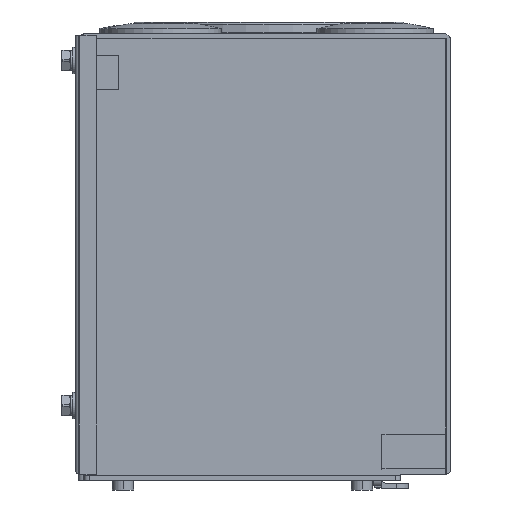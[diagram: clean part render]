
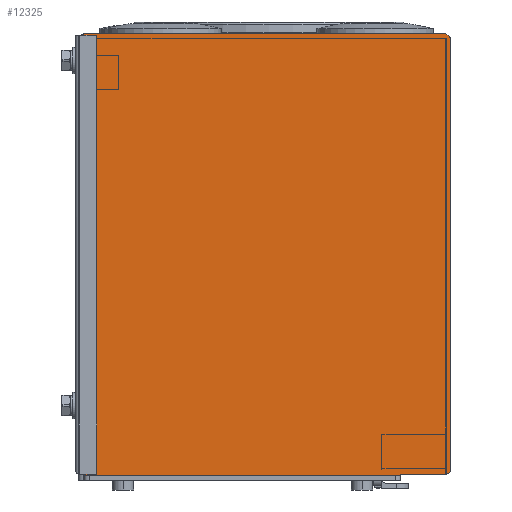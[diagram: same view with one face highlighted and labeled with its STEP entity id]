
A CAD part, left-side view. The second image highlights one B-rep face of the part: STEP entity #12325.
In plain terms, the highlighted planar face has unit normal (-1, 0, 0).
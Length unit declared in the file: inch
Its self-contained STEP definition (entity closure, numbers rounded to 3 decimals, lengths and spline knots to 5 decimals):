
#164 = EDGE_LOOP ( 'NONE', ( #5439, #8774, #14634, #11656, #8223, #4127, #4453, #9882, #8176, #14622, #13359, #12359, #8799, #840, #3001, #10477 ) ) ;
#177 = VERTEX_POINT ( 'NONE', #8332 ) ;
#182 = VECTOR ( 'NONE', #1933, 39.37008 ) ;
#295 = EDGE_CURVE ( 'NONE', #1096, #6409, #8579, .T. ) ;
#309 = DIRECTION ( 'NONE',  ( 0., 0., 1. ) ) ;
#340 = DIRECTION ( 'NONE',  ( 0., 0., -1. ) ) ;
#409 = CARTESIAN_POINT ( 'NONE',  ( -7.61811, 9.15101, 26.53472 ) ) ;
#723 = CARTESIAN_POINT ( 'NONE',  ( -7.61811, 14.6063, 0. ) ) ;
#770 = VERTEX_POINT ( 'NONE', #13023 ) ;
#812 = CARTESIAN_POINT ( 'NONE',  ( -7.61811, 14.56693, 25.77362 ) ) ;
#840 = ORIENTED_EDGE ( 'NONE', *, *, #3943, .F. ) ;
#953 = DIRECTION ( 'NONE',  ( -1., 0., 0. ) ) ;
#1096 = VERTEX_POINT ( 'NONE', #1884 ) ;
#1211 = EDGE_CURVE ( 'NONE', #5687, #13457, #11616, .T. ) ;
#1320 = EDGE_CURVE ( 'NONE', #1916, #11015, #4349, .T. ) ;
#1339 = VECTOR ( 'NONE', #8505, 39.37008 ) ;
#1729 = CARTESIAN_POINT ( 'NONE',  ( -7.61811, 14.52756, 55.48682 ) ) ;
#1859 = VERTEX_POINT ( 'NONE', #2709 ) ;
#1884 = CARTESIAN_POINT ( 'NONE',  ( -7.61811, 14.52756, 25.69488 ) ) ;
#1916 = VERTEX_POINT ( 'NONE', #9905 ) ;
#1933 = DIRECTION ( 'NONE',  ( 0., 1., 0. ) ) ;
#2043 = DIRECTION ( 'NONE',  ( 1., 0., 0. ) ) ;
#2154 = DIRECTION ( 'NONE',  ( 0., 0., 1. ) ) ;
#2367 = VERTEX_POINT ( 'NONE', #12048 ) ;
#2505 = LINE ( 'NONE', #3415, #11792 ) ;
#2709 = CARTESIAN_POINT ( 'NONE',  ( -7.61811, 9.16142, 20.01378 ) ) ;
#2713 = CARTESIAN_POINT ( 'NONE',  ( -7.61811, 9.08268, 26.46922 ) ) ;
#2839 = CARTESIAN_POINT ( 'NONE',  ( -7.61811, 9.83071, 20.01378 ) ) ;
#2885 = DIRECTION ( 'NONE',  ( 0., 0., 1. ) ) ;
#2899 = CARTESIAN_POINT ( 'NONE',  ( -7.61811, 14.52756, 25.77362 ) ) ;
#3001 = ORIENTED_EDGE ( 'NONE', *, *, #6199, .T. ) ;
#3097 = VERTEX_POINT ( 'NONE', #5042 ) ;
#3399 = DIRECTION ( 'NONE',  ( 1., 0., 0. ) ) ;
#3415 = CARTESIAN_POINT ( 'NONE',  ( -7.61811, 14.52756, 55.48682 ) ) ;
#3658 = CARTESIAN_POINT ( 'NONE',  ( -7.61811, 14.56693, 25.81299 ) ) ;
#3943 = EDGE_CURVE ( 'NONE', #770, #6409, #9884, .T. ) ;
#4039 = CARTESIAN_POINT ( 'NONE',  ( -7.61811, 0., 25.77362 ) ) ;
#4090 = VECTOR ( 'NONE', #309, 39.37008 ) ;
#4126 = AXIS2_PLACEMENT_3D ( 'NONE', #10385, #3399, #11525 ) ;
#4127 = ORIENTED_EDGE ( 'NONE', *, *, #10822, .T. ) ;
#4187 = EDGE_CURVE ( 'NONE', #8041, #5687, #6237, .T. ) ;
#4238 = CARTESIAN_POINT ( 'NONE',  ( -7.61811, 0., 19.99417 ) ) ;
#4349 = LINE ( 'NONE', #5238, #13248 ) ;
#4383 = EDGE_CURVE ( 'NONE', #177, #1916, #12930, .T. ) ;
#4453 = ORIENTED_EDGE ( 'NONE', *, *, #11690, .F. ) ;
#4710 = LINE ( 'NONE', #12193, #12518 ) ;
#4836 = DIRECTION ( 'NONE',  ( 0., 0., 1. ) ) ;
#4877 = AXIS2_PLACEMENT_3D ( 'NONE', #9059, #2043, #10218 ) ;
#4930 = DIRECTION ( 'NONE',  ( 0., 0., 1. ) ) ;
#4999 = CARTESIAN_POINT ( 'NONE',  ( -7.61811, 0., 26.54134 ) ) ;
#5042 = CARTESIAN_POINT ( 'NONE',  ( -7.61811, 9.16142, 26.47835 ) ) ;
#5087 = CARTESIAN_POINT ( 'NONE',  ( -7.61811, 9.09264, 26.48889 ) ) ;
#5238 = CARTESIAN_POINT ( 'NONE',  ( -7.61811, 9.14567, 0. ) ) ;
#5349 = VERTEX_POINT ( 'NONE', #2839 ) ;
#5439 = ORIENTED_EDGE ( 'NONE', *, *, #12720, .T. ) ;
#5455 = VECTOR ( 'NONE', #2154, 39.37008 ) ;
#5485 = VECTOR ( 'NONE', #340, 39.37008 ) ;
#5687 = VERTEX_POINT ( 'NONE', #8731 ) ;
#5963 = AXIS2_PLACEMENT_3D ( 'NONE', #3658, #11776, #4836 ) ;
#6199 = EDGE_CURVE ( 'NONE', #770, #5349, #13350, .T. ) ;
#6237 = CIRCLE ( 'NONE', #5963, 0.03937 ) ;
#6251 = CARTESIAN_POINT ( 'NONE',  ( -7.61811, 9.11305, 26.50856 ) ) ;
#6328 = CARTESIAN_POINT ( 'NONE',  ( -7.61811, 9.16142, 26.54134 ) ) ;
#6409 = VERTEX_POINT ( 'NONE', #7734 ) ;
#6719 = CARTESIAN_POINT ( 'NONE',  ( -7.61811, 9.14567, 26.47835 ) ) ;
#6722 = VECTOR ( 'NONE', #6922, 39.37008 ) ;
#6911 = CIRCLE ( 'NONE', #4126, 0.07874 ) ;
#6922 = DIRECTION ( 'NONE',  ( 0., 1., 0. ) ) ;
#6993 = CARTESIAN_POINT ( 'NONE',  ( -7.61811, 14.52756, 26.54134 ) ) ;
#7080 = LINE ( 'NONE', #9253, #6722 ) ;
#7155 = VECTOR ( 'NONE', #12929, 39.37008 ) ;
#7423 = CARTESIAN_POINT ( 'NONE',  ( -7.61811, 9.14082, 26.52823 ) ) ;
#7734 = CARTESIAN_POINT ( 'NONE',  ( -7.61811, 14.52756, 19.99417 ) ) ;
#7934 = B_SPLINE_CURVE_WITH_KNOTS ( 'NONE', 3,
 ( #10874, #2713, #12010, #5087, #13193, #6251, #14351, #7423, #409, #8593 ),
 .UNSPECIFIED., .F., .F.,
 ( 4, 2, 2, 2, 4 ),
 ( 0., 0.25, 0.5, 0.75, 1. ),
 .UNSPECIFIED. ) ;
#8041 = VERTEX_POINT ( 'NONE', #812 ) ;
#8176 = ORIENTED_EDGE ( 'NONE', *, *, #1211, .F. ) ;
#8183 = CARTESIAN_POINT ( 'NONE',  ( -7.61811, 14.6063, 26.4626 ) ) ;
#8223 = ORIENTED_EDGE ( 'NONE', *, *, #9353, .T. ) ;
#8332 = CARTESIAN_POINT ( 'NONE',  ( -7.61811, 9.08268, 20.09252 ) ) ;
#8390 = CARTESIAN_POINT ( 'NONE',  ( -7.61811, 0., 20.01378 ) ) ;
#8505 = DIRECTION ( 'NONE',  ( 0., 0., 1. ) ) ;
#8508 = CARTESIAN_POINT ( 'NONE',  ( -7.61811, 9.83071, 55.48682 ) ) ;
#8579 = LINE ( 'NONE', #1729, #5485 ) ;
#8593 = CARTESIAN_POINT ( 'NONE',  ( -7.61811, 9.16142, 26.54134 ) ) ;
#8731 = CARTESIAN_POINT ( 'NONE',  ( -7.61811, 14.6063, 25.81299 ) ) ;
#8774 = ORIENTED_EDGE ( 'NONE', *, *, #14958, .F. ) ;
#8799 = ORIENTED_EDGE ( 'NONE', *, *, #295, .T. ) ;
#9059 = CARTESIAN_POINT ( 'NONE',  ( -7.61811, 9.16142, 20.09252 ) ) ;
#9136 = DIRECTION ( 'NONE',  ( 0., 0., 1. ) ) ;
#9253 = CARTESIAN_POINT ( 'NONE',  ( -7.61811, 0., 26.47835 ) ) ;
#9353 = EDGE_CURVE ( 'NONE', #177, #2367, #10304, .T. ) ;
#9794 = VERTEX_POINT ( 'NONE', #2899 ) ;
#9871 = LINE ( 'NONE', #4039, #12571 ) ;
#9882 = ORIENTED_EDGE ( 'NONE', *, *, #12959, .F. ) ;
#9884 = LINE ( 'NONE', #4238, #182 ) ;
#9905 = CARTESIAN_POINT ( 'NONE',  ( -7.61811, 9.14567, 20.01537 ) ) ;
#10042 = VERTEX_POINT ( 'NONE', #6993 ) ;
#10218 = DIRECTION ( 'NONE',  ( 0., 0., 1. ) ) ;
#10276 = VERTEX_POINT ( 'NONE', #6328 ) ;
#10304 = LINE ( 'NONE', #11928, #1339 ) ;
#10385 = CARTESIAN_POINT ( 'NONE',  ( -7.61811, 14.52756, 26.4626 ) ) ;
#10477 = ORIENTED_EDGE ( 'NONE', *, *, #10732, .T. ) ;
#10732 = EDGE_CURVE ( 'NONE', #5349, #1859, #12946, .T. ) ;
#10822 = EDGE_CURVE ( 'NONE', #2367, #10276, #7934, .T. ) ;
#10874 = CARTESIAN_POINT ( 'NONE',  ( -7.61811, 9.08268, 26.4626 ) ) ;
#10928 = VECTOR ( 'NONE', #13099, 39.37008 ) ;
#11015 = VERTEX_POINT ( 'NONE', #6719 ) ;
#11285 = EDGE_CURVE ( 'NONE', #8041, #9794, #9871, .T. ) ;
#11408 = CARTESIAN_POINT ( 'NONE',  ( -7.61811, 0., 55.48682 ) ) ;
#11525 = DIRECTION ( 'NONE',  ( 0., 0., 1. ) ) ;
#11616 = LINE ( 'NONE', #723, #5455 ) ;
#11656 = ORIENTED_EDGE ( 'NONE', *, *, #4383, .F. ) ;
#11690 = EDGE_CURVE ( 'NONE', #10042, #10276, #13990, .T. ) ;
#11776 = DIRECTION ( 'NONE',  ( 1., 0., 0. ) ) ;
#11792 = VECTOR ( 'NONE', #12710, 39.37008 ) ;
#11928 = CARTESIAN_POINT ( 'NONE',  ( -7.61811, 9.08268, 0. ) ) ;
#11979 = AXIS2_PLACEMENT_3D ( 'NONE', #11408, #953, #9136 ) ;
#12010 = CARTESIAN_POINT ( 'NONE',  ( -7.61811, 9.08469, 26.47566 ) ) ;
#12048 = CARTESIAN_POINT ( 'NONE',  ( -7.61811, 9.08268, 26.4626 ) ) ;
#12168 = FACE_OUTER_BOUND ( 'NONE', #164, .T. ) ;
#12193 = CARTESIAN_POINT ( 'NONE',  ( -7.61811, 9.16142, 19.91542 ) ) ;
#12325 = ADVANCED_FACE ( 'NONE', ( #12168 ), #12557, .T. ) ;
#12359 = ORIENTED_EDGE ( 'NONE', *, *, #12393, .T. ) ;
#12393 = EDGE_CURVE ( 'NONE', #9794, #1096, #2505, .T. ) ;
#12518 = VECTOR ( 'NONE', #2885, 39.37008 ) ;
#12557 = PLANE ( 'NONE',  #11979 ) ;
#12571 = VECTOR ( 'NONE', #13321, 39.37008 ) ;
#12710 = DIRECTION ( 'NONE',  ( 0., 0., -1. ) ) ;
#12720 = EDGE_CURVE ( 'NONE', #1859, #3097, #4710, .T. ) ;
#12929 = DIRECTION ( 'NONE',  ( 0., -1., 0. ) ) ;
#12930 = CIRCLE ( 'NONE', #4877, 0.07874 ) ;
#12946 = LINE ( 'NONE', #8390, #7155 ) ;
#12959 = EDGE_CURVE ( 'NONE', #13457, #10042, #6911, .T. ) ;
#13023 = CARTESIAN_POINT ( 'NONE',  ( -7.61811, 9.83071, 19.99417 ) ) ;
#13099 = DIRECTION ( 'NONE',  ( 0., -1., 0. ) ) ;
#13193 = CARTESIAN_POINT ( 'NONE',  ( -7.61811, 9.09838, 26.49534 ) ) ;
#13248 = VECTOR ( 'NONE', #4930, 39.37008 ) ;
#13321 = DIRECTION ( 'NONE',  ( 0., -1., 0. ) ) ;
#13350 = LINE ( 'NONE', #8508, #4090 ) ;
#13359 = ORIENTED_EDGE ( 'NONE', *, *, #11285, .T. ) ;
#13457 = VERTEX_POINT ( 'NONE', #8183 ) ;
#13990 = LINE ( 'NONE', #4999, #10928 ) ;
#14351 = CARTESIAN_POINT ( 'NONE',  ( -7.61811, 9.12167, 26.51502 ) ) ;
#14622 = ORIENTED_EDGE ( 'NONE', *, *, #4187, .F. ) ;
#14634 = ORIENTED_EDGE ( 'NONE', *, *, #1320, .F. ) ;
#14958 = EDGE_CURVE ( 'NONE', #11015, #3097, #7080, .T. ) ;
